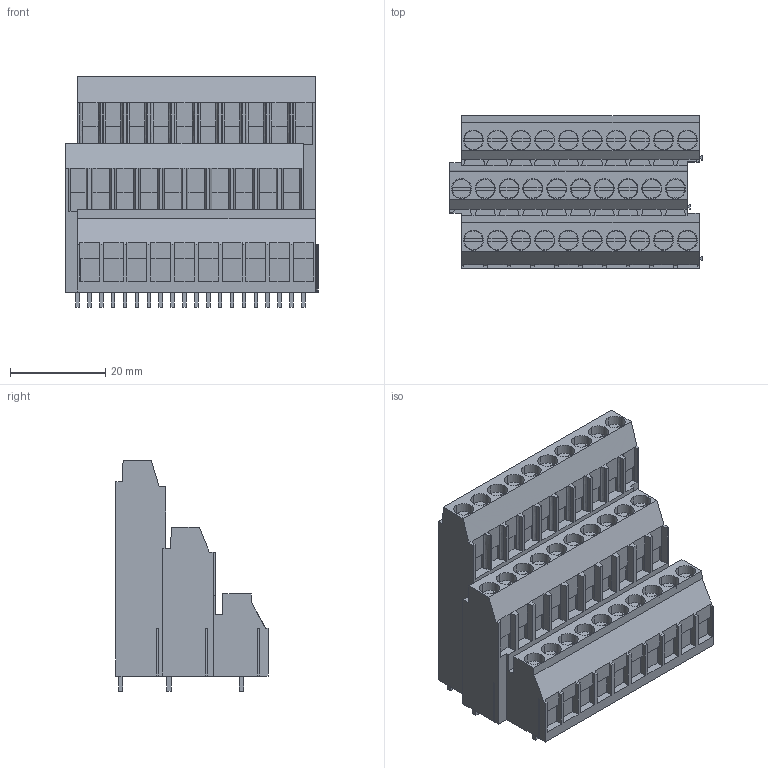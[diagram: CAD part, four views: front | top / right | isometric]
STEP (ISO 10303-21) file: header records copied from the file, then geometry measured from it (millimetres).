
FILE_DESCRIPTION(('CATIA V5 STEP','CAx-IF Rec.Pracs.--- Model Styling and Organization---1.4--- 2014-01-23'),'2;1');
FILE_NAME ('D1461017_1', '2024-03-19T08:29:12+00:00', ('none'), ('Weidmueller'), 'CATIA Version 5-6 Release 2016 SP3 HF44', 'CATIA V5 STEP AP214', 'none');
FILE_SCHEMA(('AUTOMOTIVE_DESIGN { 1 0 10303 214 1 1 1 1 }'));
Length unit declared in the file: millimetre
Products named in the file (1): 1978910000
Bounding box: 53.15 x 32 x 48.47 mm (x, y, z)
Volume: 41814.7 mm3; surface area: 16317.9 mm2
Topology: 61 solids, 61 shells, 1721 faces, 4891 edges, 3323 vertices
Faces by surface type: plane 1565, cylinder 137, extrusion 19
Entity records: 51679 total; most frequent: CARTESIAN_POINT 10501, ORIENTED_EDGE 9782, DIRECTION 6403, EDGE_CURVE 4891, VECTOR 4323, LINE 4304, VERTEX_POINT 3323, EDGE_LOOP 1752
